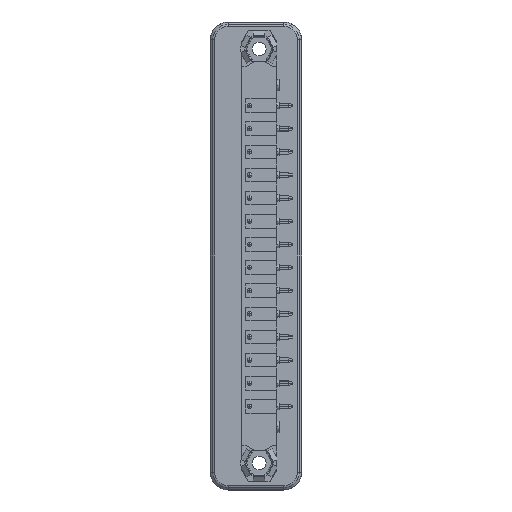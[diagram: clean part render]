
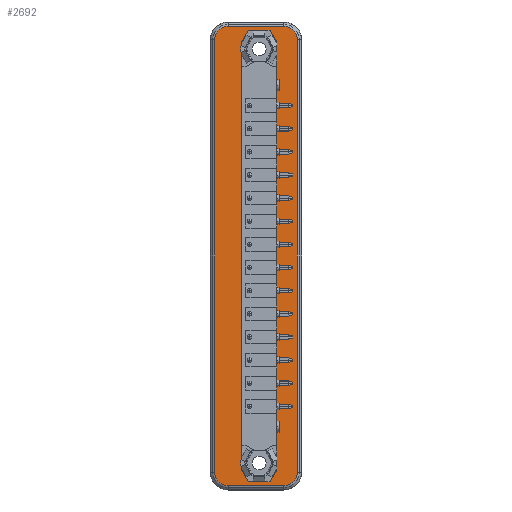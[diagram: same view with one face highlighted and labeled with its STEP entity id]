
A CAD part, left-side view. The second image highlights one B-rep face of the part: STEP entity #2692.
In plain terms, the highlighted planar face has unit normal (-1, 0, 0).
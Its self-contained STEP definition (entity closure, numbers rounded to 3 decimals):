
#2692=ADVANCED_FACE('',(#6168,#6169),#6170,.T.);
#6168=FACE_OUTER_BOUND('',#10405,.T.);
#6169=FACE_BOUND('',#10406,.T.);
#6170=PLANE('',#10407);
#10405=EDGE_LOOP('',(#18290,#18291,#18292,#18293,#18294,#18295,#18296,#18297));
#10406=EDGE_LOOP('',(#18298,#18299,#18300,#18301,#18302,#18303,#18304,#18305,#18306,#18307,#18308,#18309));
#10407=AXIS2_PLACEMENT_3D('',#18310,#18311,#18312);
#18290=ORIENTED_EDGE('',*,*,#27196,.T.);
#18291=ORIENTED_EDGE('',*,*,#25985,.T.);
#18292=ORIENTED_EDGE('',*,*,#27197,.T.);
#18293=ORIENTED_EDGE('',*,*,#27198,.T.);
#18294=ORIENTED_EDGE('',*,*,#27199,.F.);
#18295=ORIENTED_EDGE('',*,*,#27200,.F.);
#18296=ORIENTED_EDGE('',*,*,#27201,.F.);
#18297=ORIENTED_EDGE('',*,*,#25716,.F.);
#18298=ORIENTED_EDGE('',*,*,#26858,.F.);
#18299=ORIENTED_EDGE('',*,*,#27202,.F.);
#18300=ORIENTED_EDGE('',*,*,#27203,.F.);
#18301=ORIENTED_EDGE('',*,*,#27204,.F.);
#18302=ORIENTED_EDGE('',*,*,#27205,.F.);
#18303=ORIENTED_EDGE('',*,*,#27206,.F.);
#18304=ORIENTED_EDGE('',*,*,#24809,.T.);
#18305=ORIENTED_EDGE('',*,*,#27207,.F.);
#18306=ORIENTED_EDGE('',*,*,#27208,.F.);
#18307=ORIENTED_EDGE('',*,*,#24303,.F.);
#18308=ORIENTED_EDGE('',*,*,#25605,.F.);
#18309=ORIENTED_EDGE('',*,*,#26986,.T.);
#18310=CARTESIAN_POINT('',(-1.158,13.348,-80.95));
#18311=DIRECTION('',(-1.0,0.0,0.0));
#18312=DIRECTION('',(0.0,0.0,1.0));
#24303=EDGE_CURVE('',#28785,#28780,#28787,.T.);
#24809=EDGE_CURVE('',#29688,#29689,#29690,.T.);
#25605=EDGE_CURVE('',#30997,#28785,#30999,.T.);
#25716=EDGE_CURVE('',#31164,#31167,#31168,.T.);
#25985=EDGE_CURVE('',#31566,#31564,#31567,.T.);
#26858=EDGE_CURVE('',#32816,#32817,#32818,.T.);
#26986=EDGE_CURVE('',#30997,#32817,#33002,.T.);
#27196=EDGE_CURVE('',#31164,#31566,#33270,.T.);
#27197=EDGE_CURVE('',#31564,#33271,#33272,.T.);
#27198=EDGE_CURVE('',#33271,#33273,#33274,.T.);
#27199=EDGE_CURVE('',#33275,#33273,#33276,.T.);
#27200=EDGE_CURVE('',#33277,#33275,#33278,.T.);
#27201=EDGE_CURVE('',#31167,#33277,#33279,.T.);
#27202=EDGE_CURVE('',#33280,#32816,#33281,.T.);
#27203=EDGE_CURVE('',#33282,#33280,#33283,.T.);
#27204=EDGE_CURVE('',#33284,#33282,#33285,.T.);
#27205=EDGE_CURVE('',#33286,#33284,#33287,.T.);
#27206=EDGE_CURVE('',#29688,#33286,#33288,.T.);
#27207=EDGE_CURVE('',#33289,#29689,#33290,.T.);
#27208=EDGE_CURVE('',#28780,#33289,#33291,.T.);
#28780=VERTEX_POINT('',#35063);
#28785=VERTEX_POINT('',#35070);
#28787=LINE('',#35073,#35074);
#29688=VERTEX_POINT('',#36358);
#29689=VERTEX_POINT('',#36359);
#29690=LINE('',#36360,#36361);
#30997=VERTEX_POINT('',#38182);
#30999=LINE('',#38185,#38186);
#31164=VERTEX_POINT('',#38427);
#31167=VERTEX_POINT('',#38431);
#31168=CIRCLE('',#38432,3.0);
#31564=VERTEX_POINT('',#38988);
#31566=VERTEX_POINT('',#38991);
#31567=CIRCLE('',#38992,3.0);
#32816=VERTEX_POINT('',#40845);
#32817=VERTEX_POINT('',#40846);
#32818=LINE('',#40847,#40848);
#33002=CIRCLE('',#41115,4.1);
#33270=LINE('',#41518,#41519);
#33271=VERTEX_POINT('',#41520);
#33272=LINE('',#41521,#41522);
#33273=VERTEX_POINT('',#41523);
#33274=CIRCLE('',#41524,3.0);
#33275=VERTEX_POINT('',#41525);
#33276=LINE('',#41526,#41527);
#33277=VERTEX_POINT('',#41528);
#33278=CIRCLE('',#41529,3.0);
#33279=LINE('',#41530,#41531);
#33280=VERTEX_POINT('',#41532);
#33281=CIRCLE('',#41533,4.1);
#33282=VERTEX_POINT('',#41534);
#33283=LINE('',#41535,#41536);
#33284=VERTEX_POINT('',#41537);
#33285=LINE('',#41538,#41539);
#33286=VERTEX_POINT('',#41540);
#33287=LINE('',#41541,#41542);
#33288=LINE('',#41543,#41544);
#33289=VERTEX_POINT('',#41545);
#33290=LINE('',#41546,#41547);
#33291=LINE('',#41548,#41549);
#35063=CARTESIAN_POINT('',(-1.158,11.632,-95.985));
#35070=CARTESIAN_POINT('',(-1.158,13.048,-93.533));
#35073=CARTESIAN_POINT('',(-1.158,24.12,-74.355));
#35074=VECTOR('',#43909,1.0);
#36358=CARTESIAN_POINT('',(-1.158,5.378,0.582));
#36359=CARTESIAN_POINT('',(-1.158,5.378,-93.412));
#36360=CARTESIAN_POINT('',(-1.158,5.378,-74.355));
#36361=VECTOR('',#44488,1.0);
#38182=CARTESIAN_POINT('',(-1.158,13.048,-93.394));
#38185=CARTESIAN_POINT('',(-1.158,13.048,-74.355));
#38186=VECTOR('',#45454,1.0);
#38427=CARTESIAN_POINT('',(-1.158,19.048,1.025));
#38431=CARTESIAN_POINT('',(-1.158,16.048,4.025));
#38432=AXIS2_PLACEMENT_3D('',#45571,#45572,#45573);
#38988=CARTESIAN_POINT('',(-1.158,16.048,-96.855));
#38991=CARTESIAN_POINT('',(-1.158,19.048,-93.855));
#38992=AXIS2_PLACEMENT_3D('',#45858,#45859,#45860);
#40845=CARTESIAN_POINT('',(-1.158,13.048,-2.514));
#40846=CARTESIAN_POINT('',(-1.158,13.048,-90.316));
#40847=CARTESIAN_POINT('',(-1.158,13.048,-74.355));
#40848=VECTOR('',#46837,1.0);
#41115=AXIS2_PLACEMENT_3D('',#47008,#47009,#47010);
#41518=CARTESIAN_POINT('',(-1.158,19.048,-72.84));
#41519=VECTOR('',#47209,1.0);
#41520=CARTESIAN_POINT('',(-1.158,3.848,-96.855));
#41521=CARTESIAN_POINT('',(-1.158,-32.395,-96.855));
#41522=VECTOR('',#47210,1.0);
#41523=CARTESIAN_POINT('',(-1.158,0.848,-93.855));
#41524=AXIS2_PLACEMENT_3D('',#47211,#47212,#47213);
#41525=CARTESIAN_POINT('',(-1.158,0.848,1.025));
#41526=CARTESIAN_POINT('',(-1.158,0.848,-74.355));
#41527=VECTOR('',#47214,1.0);
#41528=CARTESIAN_POINT('',(-1.158,3.848,4.025));
#41529=AXIS2_PLACEMENT_3D('',#47215,#47216,#47217);
#41530=CARTESIAN_POINT('',(-1.158,-32.395,4.025));
#41531=VECTOR('',#47218,1.0);
#41532=CARTESIAN_POINT('',(-1.158,13.048,0.564));
#41533=AXIS2_PLACEMENT_3D('',#47219,#47220,#47221);
#41534=CARTESIAN_POINT('',(-1.158,13.048,0.703));
#41535=CARTESIAN_POINT('',(-1.158,13.048,-13.395));
#41536=VECTOR('',#47222,1.0);
#41537=CARTESIAN_POINT('',(-1.158,11.632,3.155));
#41538=CARTESIAN_POINT('',(-1.158,21.187,-13.395));
#41539=VECTOR('',#47223,1.0);
#41540=CARTESIAN_POINT('',(-1.158,6.863,3.155));
#41541=CARTESIAN_POINT('',(-1.158,-32.395,3.155));
#41542=VECTOR('',#47224,1.0);
#41543=CARTESIAN_POINT('',(-1.158,-2.692,-13.395));
#41544=VECTOR('',#47225,1.0);
#41545=CARTESIAN_POINT('',(-1.158,6.863,-95.985));
#41546=CARTESIAN_POINT('',(-1.158,-5.625,-74.355));
#41547=VECTOR('',#47226,1.0);
#41548=CARTESIAN_POINT('',(-1.158,-32.395,-95.985));
#41549=VECTOR('',#47227,1.0);
#43909=DIRECTION('',(0.0,-0.5,-0.866));
#44488=DIRECTION('',(0.0,0.0,-1.0));
#45454=DIRECTION('',(0.0,0.,-1.0));
#45571=CARTESIAN_POINT('',(-1.158,16.048,1.025));
#45572=DIRECTION('',(1.0,0.0,0.0));
#45573=DIRECTION('',(0.0,-1.0,0.0));
#45858=CARTESIAN_POINT('',(-1.158,16.048,-93.855));
#45859=DIRECTION('',(-1.0,0.0,0.0));
#45860=DIRECTION('',(0.0,-1.0,0.0));
#46837=DIRECTION('',(0.0,0.,-1.0));
#47008=CARTESIAN_POINT('',(-1.158,9.248,-91.855));
#47009=DIRECTION('',(1.0,0.0,0.0));
#47010=DIRECTION('',(0.0,0.,-1.0));
#47209=DIRECTION('',(0.0,0.0,-1.0));
#47210=DIRECTION('',(0.0,-1.0,0.0));
#47211=CARTESIAN_POINT('',(-1.158,3.848,-93.855));
#47212=DIRECTION('',(-1.0,0.0,0.0));
#47213=DIRECTION('',(0.0,-1.0,0.0));
#47214=DIRECTION('',(0.0,0.0,-1.0));
#47215=CARTESIAN_POINT('',(-1.158,3.848,1.025));
#47216=DIRECTION('',(1.0,0.0,0.0));
#47217=DIRECTION('',(0.0,-1.0,0.0));
#47218=DIRECTION('',(0.0,-1.0,0.0));
#47219=CARTESIAN_POINT('',(-1.158,9.248,-0.975));
#47220=DIRECTION('',(-1.0,0.0,0.0));
#47221=DIRECTION('',(0.0,0.,1.0));
#47222=DIRECTION('',(0.0,0.,-1.0));
#47223=DIRECTION('',(0.0,0.5,-0.866));
#47224=DIRECTION('',(0.0,1.0,0.));
#47225=DIRECTION('',(0.0,0.5,0.866));
#47226=DIRECTION('',(0.0,-0.5,0.866));
#47227=DIRECTION('',(0.0,-1.0,0.));
